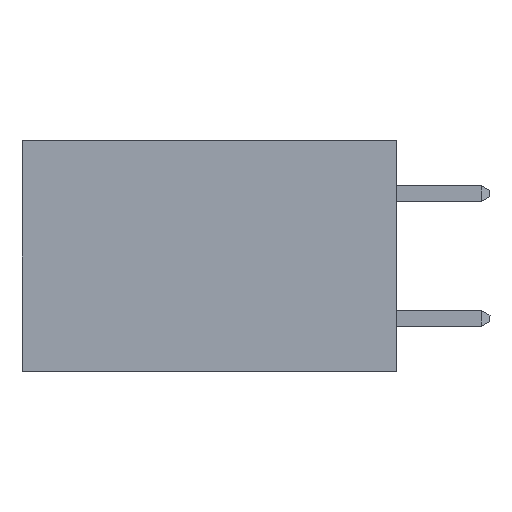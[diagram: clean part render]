
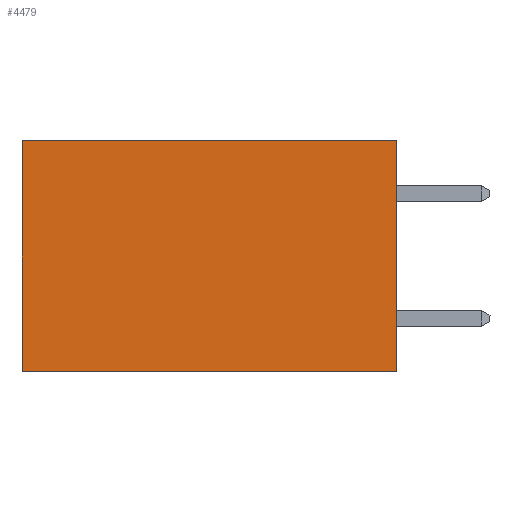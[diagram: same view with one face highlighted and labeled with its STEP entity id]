
A CAD part, left-side view. The second image highlights one B-rep face of the part: STEP entity #4479.
In plain terms, the highlighted planar face has unit normal (-1, 0, 0).
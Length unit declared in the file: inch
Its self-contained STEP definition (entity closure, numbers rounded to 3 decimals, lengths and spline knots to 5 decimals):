
#3 = CARTESIAN_POINT ( 'NONE',  ( 0.2615, 0.6, 0. ) ) ;
#85 = VECTOR ( 'NONE', #3027, 39.37008 ) ;
#389 = DIRECTION ( 'NONE',  ( 0., 0., -1. ) ) ;
#542 = LINE ( 'NONE', #2229, #4446 ) ;
#681 = LINE ( 'NONE', #2659, #7820 ) ;
#812 = EDGE_CURVE ( 'NONE', #879, #7853, #1442, .T. ) ;
#872 = EDGE_CURVE ( 'NONE', #2600, #879, #681, .T. ) ;
#879 = VERTEX_POINT ( 'NONE', #8482 ) ;
#923 = EDGE_LOOP ( 'NONE', ( #2743, #2929, #2720, #2642 ) ) ;
#1442 = LINE ( 'NONE', #6827, #5018 ) ;
#1474 = CARTESIAN_POINT ( 'NONE',  ( 0.2615, 0.6, -0.37 ) ) ;
#1680 = AXIS2_PLACEMENT_3D ( 'NONE', #3675, #5271, #3606 ) ;
#1764 = LINE ( 'NONE', #1474, #85 ) ;
#1884 = CARTESIAN_POINT ( 'NONE',  ( 0.2615, 0., 0. ) ) ;
#2012 = DIRECTION ( 'NONE',  ( 0., 1., 0. ) ) ;
#2229 = CARTESIAN_POINT ( 'NONE',  ( 0.2615, 0., 0. ) ) ;
#2559 = EDGE_CURVE ( 'NONE', #2600, #4566, #542, .T. ) ;
#2600 = VERTEX_POINT ( 'NONE', #1884 ) ;
#2642 = ORIENTED_EDGE ( 'NONE', *, *, #2559, .T. ) ;
#2659 = CARTESIAN_POINT ( 'NONE',  ( 0.2615, 0., -0.37 ) ) ;
#2720 = ORIENTED_EDGE ( 'NONE', *, *, #872, .F. ) ;
#2743 = ORIENTED_EDGE ( 'NONE', *, *, #4378, .T. ) ;
#2929 = ORIENTED_EDGE ( 'NONE', *, *, #812, .F. ) ;
#3027 = DIRECTION ( 'NONE',  ( 0., 0., -1. ) ) ;
#3606 = DIRECTION ( 'NONE',  ( 0., 0., -1. ) ) ;
#3675 = CARTESIAN_POINT ( 'NONE',  ( 0.2615, 0., -0.37 ) ) ;
#3828 = PLANE ( 'NONE',  #1680 ) ;
#4378 = EDGE_CURVE ( 'NONE', #4566, #7853, #1764, .T. ) ;
#4446 = VECTOR ( 'NONE', #2012, 39.37008 ) ;
#4479 = ADVANCED_FACE ( 'NONE', ( #6531 ), #3828, .F. ) ;
#4566 = VERTEX_POINT ( 'NONE', #3 ) ;
#4949 = DIRECTION ( 'NONE',  ( 0., 1., 0. ) ) ;
#5018 = VECTOR ( 'NONE', #4949, 39.37008 ) ;
#5271 = DIRECTION ( 'NONE',  ( 1., 0., 0. ) ) ;
#6531 = FACE_OUTER_BOUND ( 'NONE', #923, .T. ) ;
#6827 = CARTESIAN_POINT ( 'NONE',  ( 0.2615, 0., -0.37 ) ) ;
#7820 = VECTOR ( 'NONE', #389, 39.37008 ) ;
#7853 = VERTEX_POINT ( 'NONE', #8256 ) ;
#8256 = CARTESIAN_POINT ( 'NONE',  ( 0.2615, 0.6, -0.37 ) ) ;
#8482 = CARTESIAN_POINT ( 'NONE',  ( 0.2615, 0., -0.37 ) ) ;
